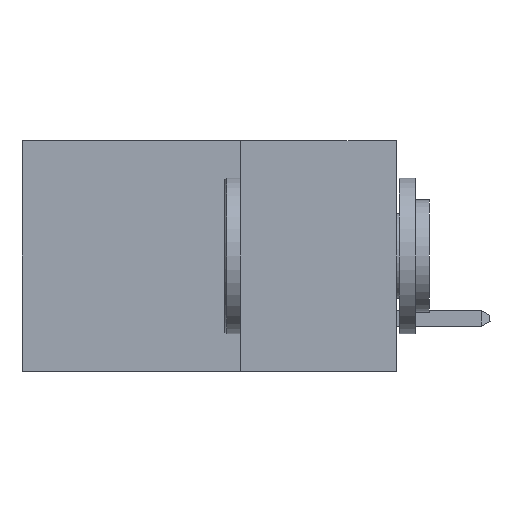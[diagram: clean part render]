
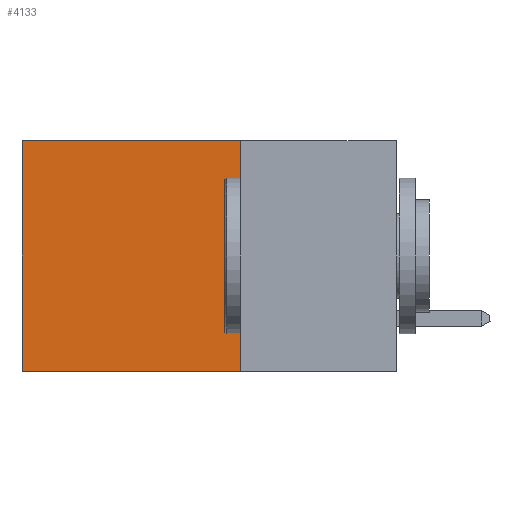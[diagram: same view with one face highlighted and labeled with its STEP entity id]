
A CAD part, left-side view. The second image highlights one B-rep face of the part: STEP entity #4133.
In plain terms, the highlighted planar face has unit normal (-1, 0, 0).
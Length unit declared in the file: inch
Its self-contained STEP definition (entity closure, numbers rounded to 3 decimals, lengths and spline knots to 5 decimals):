
#197 = PLANE ( 'NONE',  #9354 ) ;
#205 = EDGE_CURVE ( 'NONE', #4436, #2620, #8804, .T. ) ;
#257 = EDGE_CURVE ( 'NONE', #4166, #8323, #5269, .T. ) ;
#459 = CARTESIAN_POINT ( 'NONE',  ( 0.298, 0.25, 0. ) ) ;
#676 = VECTOR ( 'NONE', #2937, 39.37008 ) ;
#835 = DIRECTION ( 'NONE',  ( 0., 0., -1. ) ) ;
#926 = CARTESIAN_POINT ( 'NONE',  ( 0.298, 0.25, 0. ) ) ;
#1232 = VECTOR ( 'NONE', #6010, 39.37008 ) ;
#1301 = EDGE_LOOP ( 'NONE', ( #7255, #2364, #2525, #8928 ) ) ;
#1551 = DIRECTION ( 'NONE',  ( 0., 1., 0. ) ) ;
#2151 = EDGE_CURVE ( 'NONE', #2620, #8323, #9597, .T. ) ;
#2364 = ORIENTED_EDGE ( 'NONE', *, *, #257, .F. ) ;
#2480 = CARTESIAN_POINT ( 'NONE',  ( 0.298, 0.25, -0.37 ) ) ;
#2500 = CARTESIAN_POINT ( 'NONE',  ( 0.298, 0.6, 0. ) ) ;
#2525 = ORIENTED_EDGE ( 'NONE', *, *, #4453, .F. ) ;
#2620 = VERTEX_POINT ( 'NONE', #2500 ) ;
#2937 = DIRECTION ( 'NONE',  ( 0., 0., -1. ) ) ;
#3142 = CARTESIAN_POINT ( 'NONE',  ( 0.298, 0.6, -0.37 ) ) ;
#3560 = CARTESIAN_POINT ( 'NONE',  ( 0.298, 0.25, 0. ) ) ;
#3949 = CARTESIAN_POINT ( 'NONE',  ( 0.298, 0.6, 0. ) ) ;
#4133 = ADVANCED_FACE ( 'NONE', ( #7788 ), #197, .F. ) ;
#4166 = VERTEX_POINT ( 'NONE', #2480 ) ;
#4436 = VERTEX_POINT ( 'NONE', #3560 ) ;
#4453 = EDGE_CURVE ( 'NONE', #4436, #4166, #7908, .T. ) ;
#5269 = LINE ( 'NONE', #9757, #1232 ) ;
#5532 = DIRECTION ( 'NONE',  ( 0., 0., -1. ) ) ;
#5639 = VECTOR ( 'NONE', #1551, 39.37008 ) ;
#6010 = DIRECTION ( 'NONE',  ( 0., 1., 0. ) ) ;
#7255 = ORIENTED_EDGE ( 'NONE', *, *, #2151, .T. ) ;
#7598 = VECTOR ( 'NONE', #835, 39.37008 ) ;
#7627 = CARTESIAN_POINT ( 'NONE',  ( 0.298, 0.25, 0. ) ) ;
#7788 = FACE_OUTER_BOUND ( 'NONE', #1301, .T. ) ;
#7908 = LINE ( 'NONE', #459, #676 ) ;
#8323 = VERTEX_POINT ( 'NONE', #3142 ) ;
#8459 = DIRECTION ( 'NONE',  ( 1., 0., 0. ) ) ;
#8804 = LINE ( 'NONE', #7627, #5639 ) ;
#8928 = ORIENTED_EDGE ( 'NONE', *, *, #205, .T. ) ;
#9354 = AXIS2_PLACEMENT_3D ( 'NONE', #926, #8459, #5532 ) ;
#9597 = LINE ( 'NONE', #3949, #7598 ) ;
#9757 = CARTESIAN_POINT ( 'NONE',  ( 0.298, 0.25, -0.37 ) ) ;
